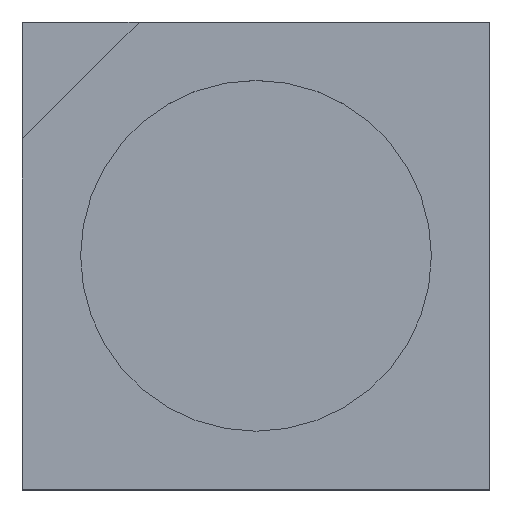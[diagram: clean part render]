
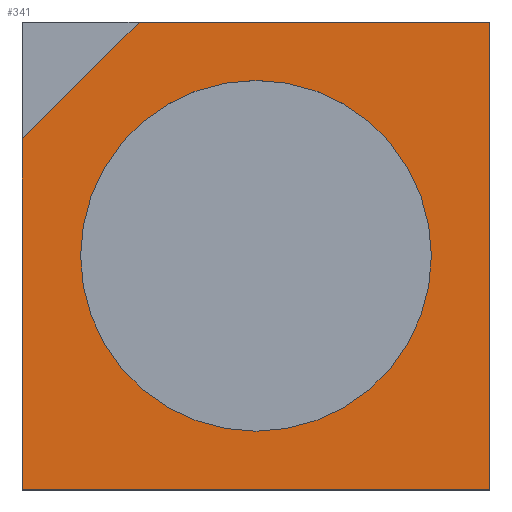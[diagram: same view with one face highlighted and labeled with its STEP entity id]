
A CAD part, top view. The second image highlights one B-rep face of the part: STEP entity #341.
In plain terms, the highlighted planar face has unit normal (0, 0, 1).
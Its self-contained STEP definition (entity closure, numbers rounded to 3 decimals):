
#48 = VERTEX_POINT('',#49);
#49 = CARTESIAN_POINT('',(-1.4,2.8,2.3));
#55 = EDGE_CURVE('',#48,#56,#58,.T.);
#56 = VERTEX_POINT('',#57);
#57 = CARTESIAN_POINT('',(2.8,2.8,2.3));
#58 = LINE('',#59,#60);
#59 = CARTESIAN_POINT('',(-2.8,2.8,2.3));
#60 = VECTOR('',#61,1.);
#61 = DIRECTION('',(1.,0.,0.));
#301 = EDGE_CURVE('',#56,#302,#304,.T.);
#302 = VERTEX_POINT('',#303);
#303 = CARTESIAN_POINT('',(2.8,-2.8,2.3));
#304 = LINE('',#305,#306);
#305 = CARTESIAN_POINT('',(2.8,2.8,2.3));
#306 = VECTOR('',#307,1.);
#307 = DIRECTION('',(0.,-1.,0.));
#341 = ADVANCED_FACE('',(#342,#368),#379,.T.);
#342 = FACE_BOUND('',#343,.T.);
#343 = EDGE_LOOP('',(#344,#345,#353,#361,#367));
#344 = ORIENTED_EDGE('',*,*,#55,.F.);
#345 = ORIENTED_EDGE('',*,*,#346,.F.);
#346 = EDGE_CURVE('',#347,#48,#349,.T.);
#347 = VERTEX_POINT('',#348);
#348 = CARTESIAN_POINT('',(-2.8,1.4,2.3));
#349 = LINE('',#350,#351);
#350 = CARTESIAN_POINT('',(-2.8,1.4,2.3));
#351 = VECTOR('',#352,1.);
#352 = DIRECTION('',(0.707,0.707,0.));
#353 = ORIENTED_EDGE('',*,*,#354,.F.);
#354 = EDGE_CURVE('',#355,#347,#357,.T.);
#355 = VERTEX_POINT('',#356);
#356 = CARTESIAN_POINT('',(-2.8,-2.8,2.3));
#357 = LINE('',#358,#359);
#358 = CARTESIAN_POINT('',(-2.8,-2.8,2.3));
#359 = VECTOR('',#360,1.);
#360 = DIRECTION('',(0.,1.,0.));
#361 = ORIENTED_EDGE('',*,*,#362,.F.);
#362 = EDGE_CURVE('',#302,#355,#363,.T.);
#363 = LINE('',#364,#365);
#364 = CARTESIAN_POINT('',(2.8,-2.8,2.3));
#365 = VECTOR('',#366,1.);
#366 = DIRECTION('',(-1.,0.,0.));
#367 = ORIENTED_EDGE('',*,*,#301,.F.);
#368 = FACE_BOUND('',#369,.T.);
#369 = EDGE_LOOP('',(#370));
#370 = ORIENTED_EDGE('',*,*,#371,.F.);
#371 = EDGE_CURVE('',#372,#372,#374,.T.);
#372 = VERTEX_POINT('',#373);
#373 = CARTESIAN_POINT('',(2.1,0.,2.3));
#374 = CIRCLE('',#375,2.1);
#375 = AXIS2_PLACEMENT_3D('',#376,#377,#378);
#376 = CARTESIAN_POINT('',(0.,0.,2.3));
#377 = DIRECTION('',(0.,0.,1.));
#378 = DIRECTION('',(1.,0.,0.));
#379 = PLANE('',#380);
#380 = AXIS2_PLACEMENT_3D('',#381,#382,#383);
#381 = CARTESIAN_POINT('',(-2.8,2.8,2.3));
#382 = DIRECTION('',(0.,0.,1.));
#383 = DIRECTION('',(1.,0.,0.));
